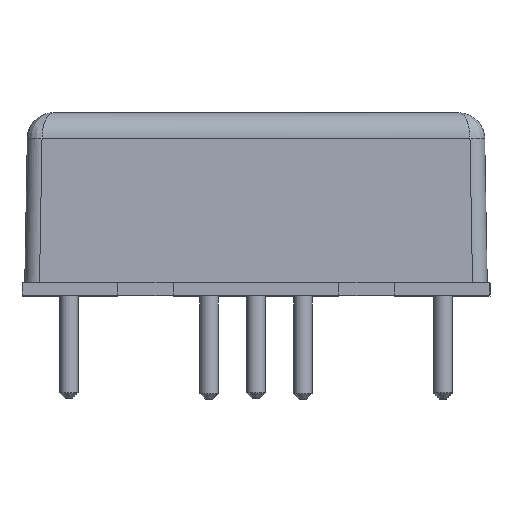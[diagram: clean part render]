
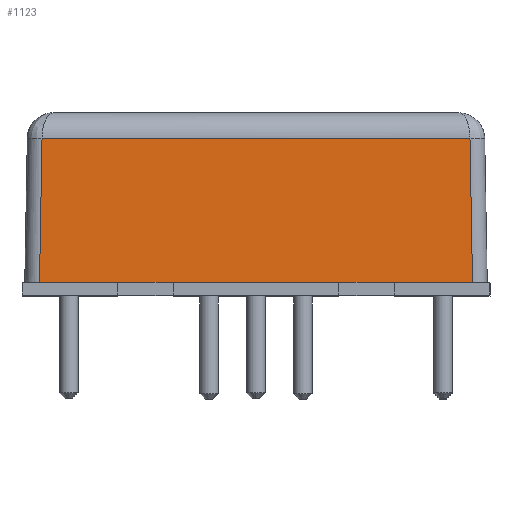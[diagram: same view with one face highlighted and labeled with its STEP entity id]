
A CAD part, top view. The second image highlights one B-rep face of the part: STEP entity #1123.
In plain terms, the highlighted planar face has unit normal (0, 0.018, 1).
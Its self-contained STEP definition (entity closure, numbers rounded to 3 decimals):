
#27 = VERTEX_POINT ( 'NONE', #161 ) ;
#41 = ORIENTED_EDGE ( 'NONE', *, *, #2530, .F. ) ;
#161 = CARTESIAN_POINT ( 'NONE',  ( 11.614, 8.524, 12.413 ) ) ;
#194 = EDGE_CURVE ( 'NONE', #347, #1192, #2080, .T. ) ;
#232 = VECTOR ( 'NONE', #2275, 1000. ) ;
#285 = DIRECTION ( 'NONE',  ( -1., 0., 0. ) ) ;
#314 = CARTESIAN_POINT ( 'NONE',  ( 0., 0.7, 12.55 ) ) ;
#347 = VERTEX_POINT ( 'NONE', #589 ) ;
#360 = LINE ( 'NONE', #1684, #2114 ) ;
#409 = DIRECTION ( 'NONE',  ( -1., 0., 0. ) ) ;
#456 = VECTOR ( 'NONE', #1000, 1000. ) ;
#549 = EDGE_CURVE ( 'NONE', #27, #1807, #360, .T. ) ;
#569 = ORIENTED_EDGE ( 'NONE', *, *, #2312, .F. ) ;
#577 = ORIENTED_EDGE ( 'NONE', *, *, #1050, .F. ) ;
#587 = DIRECTION ( 'NONE',  ( 0., 0.017, 1. ) ) ;
#589 = CARTESIAN_POINT ( 'NONE',  ( -4.5, 0.7, 12.55 ) ) ;
#654 = LINE ( 'NONE', #314, #1834 ) ;
#714 = VECTOR ( 'NONE', #1334, 1000. ) ;
#725 = ORIENTED_EDGE ( 'NONE', *, *, #2590, .F. ) ;
#753 = VECTOR ( 'NONE', #2074, 1000. ) ;
#828 = PLANE ( 'NONE',  #2215 ) ;
#868 = LINE ( 'NONE', #1509, #714 ) ;
#918 = CARTESIAN_POINT ( 'NONE',  ( 0., 0.7, 12.55 ) ) ;
#973 = ORIENTED_EDGE ( 'NONE', *, *, #2185, .T. ) ;
#1000 = DIRECTION ( 'NONE',  ( -1., 0., 0. ) ) ;
#1037 = CARTESIAN_POINT ( 'NONE',  ( 0., 0.7, 12.55 ) ) ;
#1045 = LINE ( 'NONE', #918, #1695 ) ;
#1050 = EDGE_CURVE ( 'NONE', #1769, #1301, #654, .T. ) ;
#1123 = ADVANCED_FACE ( 'NONE', ( #1173 ), #828, .T. ) ;
#1173 = FACE_OUTER_BOUND ( 'NONE', #2047, .T. ) ;
#1180 = CARTESIAN_POINT ( 'NONE',  ( -7.5, 0.7, 12.55 ) ) ;
#1192 = VERTEX_POINT ( 'NONE', #1180 ) ;
#1225 = LINE ( 'NONE', #1667, #753 ) ;
#1301 = VERTEX_POINT ( 'NONE', #1760 ) ;
#1334 = DIRECTION ( 'NONE',  ( 0.017, -1., 0.017 ) ) ;
#1378 = VERTEX_POINT ( 'NONE', #2335 ) ;
#1392 = LINE ( 'NONE', #2057, #232 ) ;
#1469 = VERTEX_POINT ( 'NONE', #2342 ) ;
#1487 = EDGE_CURVE ( 'NONE', #1301, #347, #1045, .T. ) ;
#1509 = CARTESIAN_POINT ( 'NONE',  ( 11.743, 1.124, 12.543 ) ) ;
#1540 = ORIENTED_EDGE ( 'NONE', *, *, #549, .T. ) ;
#1543 = DIRECTION ( 'NONE',  ( -1., 0., 0. ) ) ;
#1635 = LINE ( 'NONE', #2204, #456 ) ;
#1639 = ORIENTED_EDGE ( 'NONE', *, *, #1487, .F. ) ;
#1667 = CARTESIAN_POINT ( 'NONE',  ( 0., 0.7, 12.55 ) ) ;
#1684 = CARTESIAN_POINT ( 'NONE',  ( 12.55, 8.524, 12.413 ) ) ;
#1695 = VECTOR ( 'NONE', #2539, 1000. ) ;
#1696 = CARTESIAN_POINT ( 'NONE',  ( -11.614, 8.524, 12.413 ) ) ;
#1760 = CARTESIAN_POINT ( 'NONE',  ( 4.5, 0.7, 12.55 ) ) ;
#1769 = VERTEX_POINT ( 'NONE', #2314 ) ;
#1807 = VERTEX_POINT ( 'NONE', #1696 ) ;
#1834 = VECTOR ( 'NONE', #1543, 1000. ) ;
#2047 = EDGE_LOOP ( 'NONE', ( #1639, #577, #725, #569, #1540, #973, #41, #2287 ) ) ;
#2057 = CARTESIAN_POINT ( 'NONE',  ( -11.614, 8.524, 12.413 ) ) ;
#2074 = DIRECTION ( 'NONE',  ( -1., 0., 0. ) ) ;
#2080 = LINE ( 'NONE', #1037, #2546 ) ;
#2114 = VECTOR ( 'NONE', #285, 1000. ) ;
#2185 = EDGE_CURVE ( 'NONE', #1807, #1469, #1392, .T. ) ;
#2204 = CARTESIAN_POINT ( 'NONE',  ( 0., 0.7, 12.55 ) ) ;
#2215 = AXIS2_PLACEMENT_3D ( 'NONE', #2221, #587, #2239 ) ;
#2221 = CARTESIAN_POINT ( 'NONE',  ( 12.55, 0.7, 12.55 ) ) ;
#2239 = DIRECTION ( 'NONE',  ( 0., -1., 0.017 ) ) ;
#2275 = DIRECTION ( 'NONE',  ( -0.017, -1., 0.017 ) ) ;
#2287 = ORIENTED_EDGE ( 'NONE', *, *, #194, .F. ) ;
#2312 = EDGE_CURVE ( 'NONE', #27, #1378, #868, .T. ) ;
#2314 = CARTESIAN_POINT ( 'NONE',  ( 7.5, 0.7, 12.55 ) ) ;
#2335 = CARTESIAN_POINT ( 'NONE',  ( 11.75, 0.7, 12.55 ) ) ;
#2342 = CARTESIAN_POINT ( 'NONE',  ( -11.75, 0.7, 12.55 ) ) ;
#2530 = EDGE_CURVE ( 'NONE', #1192, #1469, #1635, .T. ) ;
#2539 = DIRECTION ( 'NONE',  ( -1., 0., 0. ) ) ;
#2546 = VECTOR ( 'NONE', #409, 1000. ) ;
#2590 = EDGE_CURVE ( 'NONE', #1378, #1769, #1225, .T. ) ;
